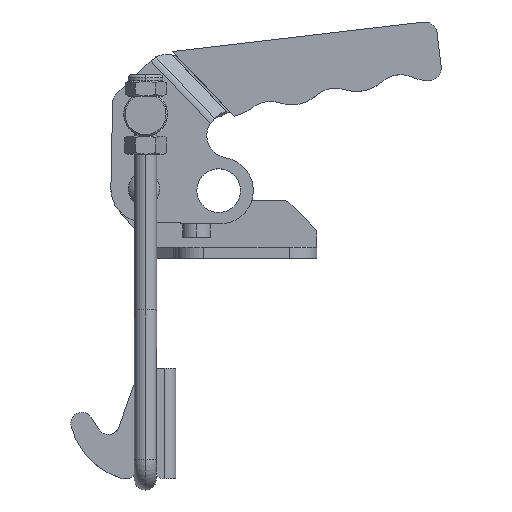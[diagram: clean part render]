
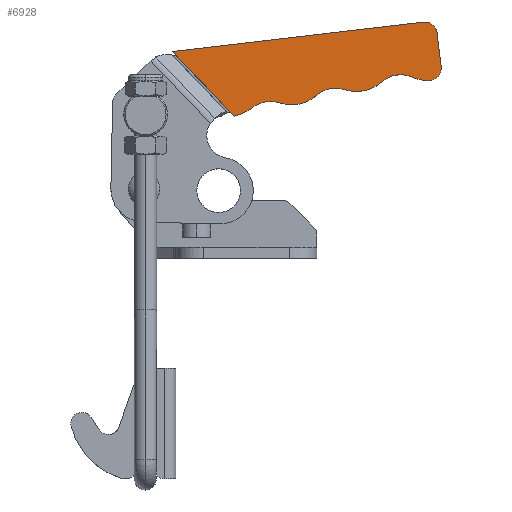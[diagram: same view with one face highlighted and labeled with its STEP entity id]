
A CAD part, top view. The second image highlights one B-rep face of the part: STEP entity #6928.
In plain terms, the highlighted planar face has unit normal (0, 0, 1).
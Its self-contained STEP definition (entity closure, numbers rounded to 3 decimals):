
#811 = ORIENTED_EDGE ( 'NONE', *, *, #19852, .T. ) ;
#1650 = CIRCLE ( 'NONE', #8450, 13.5 ) ;
#1666 = AXIS2_PLACEMENT_3D ( 'NONE', #15904, #2501, #18150 ) ;
#1975 = DIRECTION ( 'NONE',  ( 1., -0.021, 0. ) ) ;
#2121 = DIRECTION ( 'NONE',  ( -0.993, -0.117, 0. ) ) ;
#2188 = CIRCLE ( 'NONE', #1666, 15.5 ) ;
#2501 = DIRECTION ( 'NONE',  ( 0., 0., 1. ) ) ;
#2565 = CARTESIAN_POINT ( 'NONE',  ( -23.259, 54.418, 5.5 ) ) ;
#2989 = ORIENTED_EDGE ( 'NONE', *, *, #16472, .T. ) ;
#3732 = CARTESIAN_POINT ( 'NONE',  ( 34.58, 65.385, 5.5 ) ) ;
#3915 = VERTEX_POINT ( 'NONE', #2565 ) ;
#4201 = AXIS2_PLACEMENT_3D ( 'NONE', #6218, #21908, #8464 ) ;
#4206 = CARTESIAN_POINT ( 'NONE',  ( -9.168, 68.939, 5.5 ) ) ;
#4347 = DIRECTION ( 'NONE',  ( 0., 0., 1. ) ) ;
#4573 = ORIENTED_EDGE ( 'NONE', *, *, #26356, .T. ) ;
#4904 = DIRECTION ( 'NONE',  ( -0.119, 0.993, 0. ) ) ;
#5568 = ORIENTED_EDGE ( 'NONE', *, *, #22516, .T. ) ;
#5646 = DIRECTION ( 'NONE',  ( 0., 0., 1. ) ) ;
#5794 = CARTESIAN_POINT ( 'NONE',  ( 10.067, 60.947, 5.5 ) ) ;
#6218 = CARTESIAN_POINT ( 'NONE',  ( 6.756, 50.983, 5.5 ) ) ;
#6422 = DIRECTION ( 'NONE',  ( 1., -0.021, 0. ) ) ;
#6928 = ADVANCED_FACE ( 'NONE', ( #27129 ), #17528, .T. ) ;
#8154 = EDGE_CURVE ( 'NONE', #25812, #13114, #15830, .T. ) ;
#8450 = AXIS2_PLACEMENT_3D ( 'NONE', #4206, #19825, #6422 ) ;
#8464 = DIRECTION ( 'NONE',  ( 1., -0.021, 0. ) ) ;
#8555 = ORIENTED_EDGE ( 'NONE', *, *, #8154, .T. ) ;
#8946 = CARTESIAN_POINT ( 'NONE',  ( 38.451, 85.358, 5.5 ) ) ;
#9244 = VERTEX_POINT ( 'NONE', #3732 ) ;
#9310 = CIRCLE ( 'NONE', #18121, 4.5 ) ;
#9467 = VECTOR ( 'NONE', #2121, 1000. ) ;
#9518 = LINE ( 'NONE', #18219, #20728 ) ;
#9726 = DIRECTION ( 'NONE',  ( 0., 0., -1. ) ) ;
#10099 = CARTESIAN_POINT ( 'NONE',  ( -16.759, 46.172, 5.5 ) ) ;
#10839 = DIRECTION ( 'NONE',  ( 0., 0., 1. ) ) ;
#11090 = CIRCLE ( 'NONE', #18705, 13.5 ) ;
#11111 = VERTEX_POINT ( 'NONE', #26547 ) ;
#11196 = CARTESIAN_POINT ( 'NONE',  ( -29.957, 51.364, 5.5 ) ) ;
#11538 = CIRCLE ( 'NONE', #15377, 10.5 ) ;
#11593 = VECTOR ( 'NONE', #26838, 1000. ) ;
#11852 = CARTESIAN_POINT ( 'NONE',  ( 40.582, 64.198, 5.5 ) ) ;
#11998 = ORIENTED_EDGE ( 'NONE', *, *, #28103, .T. ) ;
#12053 = CARTESIAN_POINT ( 'NONE',  ( 23.289, 63.665, 5.5 ) ) ;
#12075 = AXIS2_PLACEMENT_3D ( 'NONE', #23182, #9726, #25440 ) ;
#12244 = DIRECTION ( 'NONE',  ( 0., 0., 1. ) ) ;
#12337 = DIRECTION ( 'NONE',  ( 1., -0.021, 0. ) ) ;
#13055 = CARTESIAN_POINT ( 'NONE',  ( 38.451, 85.358, 5.5 ) ) ;
#13114 = VERTEX_POINT ( 'NONE', #12053 ) ;
#15370 = DIRECTION ( 'NONE',  ( 0., 0., 1. ) ) ;
#15377 = AXIS2_PLACEMENT_3D ( 'NONE', #10099, #25815, #12337 ) ;
#15557 = CARTESIAN_POINT ( 'NONE',  ( -52.334, 74.693, 5.5 ) ) ;
#15830 = CIRCLE ( 'NONE', #19001, 13.5 ) ;
#15904 = CARTESIAN_POINT ( 'NONE',  ( -32.855, 66.591, 5.5 ) ) ;
#15915 = VERTEX_POINT ( 'NONE', #20318 ) ;
#16067 = ORIENTED_EDGE ( 'NONE', *, *, #20284, .T. ) ;
#16294 = VERTEX_POINT ( 'NONE', #11196 ) ;
#16472 = EDGE_CURVE ( 'NONE', #13114, #9244, #22469, .T. ) ;
#17361 = ORIENTED_EDGE ( 'NONE', *, *, #24216, .T. ) ;
#17528 = PLANE ( 'NONE',  #27259 ) ;
#17737 = CARTESIAN_POINT ( 'NONE',  ( 40.133, 77.691, 5.5 ) ) ;
#18069 = ORIENTED_EDGE ( 'NONE', *, *, #23567, .T. ) ;
#18121 = AXIS2_PLACEMENT_3D ( 'NONE', #25717, #12244, #27982 ) ;
#18150 = DIRECTION ( 'NONE',  ( 1., -0.021, 0. ) ) ;
#18219 = CARTESIAN_POINT ( 'NONE',  ( 44.901, 69.229, 5.5 ) ) ;
#18250 = ORIENTED_EDGE ( 'NONE', *, *, #21604, .T. ) ;
#18576 = CARTESIAN_POINT ( 'NONE',  ( 44.901, 69.229, 5.5 ) ) ;
#18705 = AXIS2_PLACEMENT_3D ( 'NONE', #17737, #4347, #19971 ) ;
#19001 = AXIS2_PLACEMENT_3D ( 'NONE', #19061, #5646, #21314 ) ;
#19061 = CARTESIAN_POINT ( 'NONE',  ( 14.324, 73.759, 5.5 ) ) ;
#19638 = EDGE_CURVE ( 'NONE', #9244, #27513, #11090, .T. ) ;
#19825 = DIRECTION ( 'NONE',  ( 0., 0., 1. ) ) ;
#19840 = CIRCLE ( 'NONE', #26605, 4.5 ) ;
#19852 = EDGE_CURVE ( 'NONE', #27513, #25256, #9310, .T. ) ;
#19971 = DIRECTION ( 'NONE',  ( 1., -0.021, 0. ) ) ;
#20284 = EDGE_CURVE ( 'NONE', #27869, #28277, #19840, .T. ) ;
#20318 = CARTESIAN_POINT ( 'NONE',  ( -13.438, 56.133, 5.5 ) ) ;
#20728 = VECTOR ( 'NONE', #4904, 1000. ) ;
#21314 = DIRECTION ( 'NONE',  ( 1., -0.021, 0. ) ) ;
#21604 = EDGE_CURVE ( 'NONE', #25256, #27869, #9518, .T. ) ;
#21908 = DIRECTION ( 'NONE',  ( 0., 0., -1. ) ) ;
#22107 = EDGE_CURVE ( 'NONE', #23045, #16294, #28803, .T. ) ;
#22469 = CIRCLE ( 'NONE', #12075, 10.5 ) ;
#22516 = EDGE_CURVE ( 'NONE', #16294, #3915, #2188, .T. ) ;
#22986 = ORIENTED_EDGE ( 'NONE', *, *, #22107, .T. ) ;
#23045 = VERTEX_POINT ( 'NONE', #15557 ) ;
#23182 = CARTESIAN_POINT ( 'NONE',  ( 30.262, 55.815, 5.5 ) ) ;
#23567 = EDGE_CURVE ( 'NONE', #28277, #23045, #27385, .T. ) ;
#24216 = EDGE_CURVE ( 'NONE', #3915, #15915, #11538, .T. ) ;
#24281 = CARTESIAN_POINT ( 'NONE',  ( 38.976, 80.889, 5.5 ) ) ;
#25090 = CARTESIAN_POINT ( 'NONE',  ( 43.444, 81.423, 5.5 ) ) ;
#25256 = VERTEX_POINT ( 'NONE', #18576 ) ;
#25440 = DIRECTION ( 'NONE',  ( 1., -0.021, 0. ) ) ;
#25717 = CARTESIAN_POINT ( 'NONE',  ( 40.432, 68.696, 5.5 ) ) ;
#25812 = VERTEX_POINT ( 'NONE', #5794 ) ;
#25815 = DIRECTION ( 'NONE',  ( 0., 0., -1. ) ) ;
#26356 = EDGE_CURVE ( 'NONE', #15915, #11111, #1650, .T. ) ;
#26542 = DIRECTION ( 'NONE',  ( 1., -0.021, 0. ) ) ;
#26547 = CARTESIAN_POINT ( 'NONE',  ( -0.211, 58.839, 5.5 ) ) ;
#26605 = AXIS2_PLACEMENT_3D ( 'NONE', #24281, #10839, #26542 ) ;
#26810 = CIRCLE ( 'NONE', #4201, 10.5 ) ;
#26838 = DIRECTION ( 'NONE',  ( 0.692, -0.722, 0. ) ) ;
#26936 = CARTESIAN_POINT ( 'NONE',  ( -52.334, 74.693, 5.5 ) ) ;
#27129 = FACE_OUTER_BOUND ( 'NONE', #28891, .T. ) ;
#27259 = AXIS2_PLACEMENT_3D ( 'NONE', #28821, #15370, #1975 ) ;
#27385 = LINE ( 'NONE', #13055, #9467 ) ;
#27513 = VERTEX_POINT ( 'NONE', #11852 ) ;
#27869 = VERTEX_POINT ( 'NONE', #25090 ) ;
#27982 = DIRECTION ( 'NONE',  ( 1., -0.021, 0. ) ) ;
#28103 = EDGE_CURVE ( 'NONE', #11111, #25812, #26810, .T. ) ;
#28200 = ORIENTED_EDGE ( 'NONE', *, *, #19638, .T. ) ;
#28277 = VERTEX_POINT ( 'NONE', #8946 ) ;
#28803 = LINE ( 'NONE', #26936, #11593 ) ;
#28821 = CARTESIAN_POINT ( 'NONE',  ( -32.855, 66.591, 5.5 ) ) ;
#28891 = EDGE_LOOP ( 'NONE', ( #5568, #17361, #4573, #11998, #8555, #2989, #28200, #811, #18250, #16067, #18069, #22986 ) ) ;
